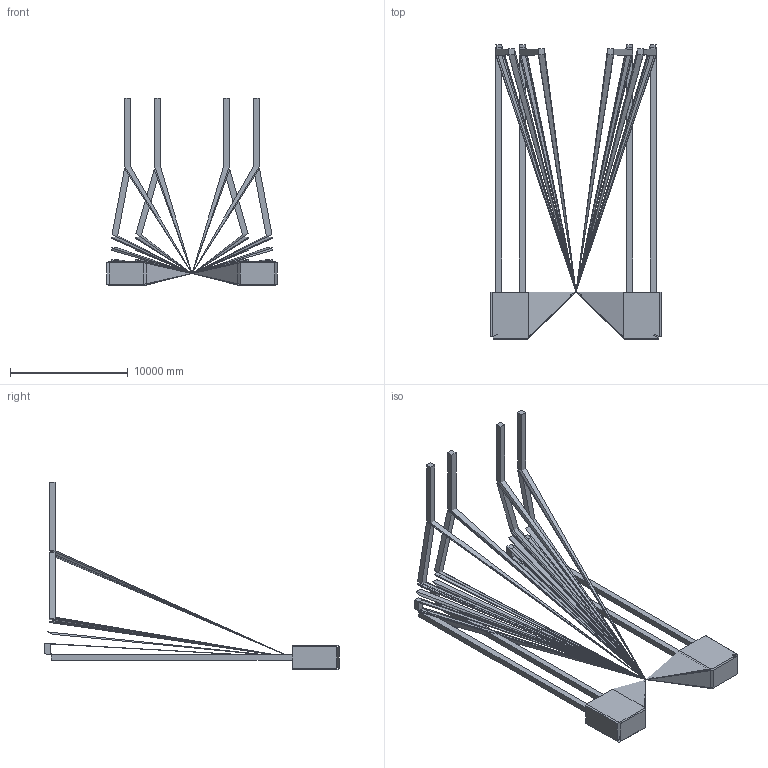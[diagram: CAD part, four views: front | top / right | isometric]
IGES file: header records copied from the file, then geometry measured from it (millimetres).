
Start section: C
Global section: file name: 7499210124A.igs; native system: By Siemens PLM Incorporated; preprocessor: XPlus GENERIC/IGES 17.0.49; author: Author; organization: Title; date: 20151120.112448; units: millimetre
Bounding box: 14445 x 25000 x 15890 mm (x, y, z)
Volume: 2770.6 mm3; surface area: 8262.6 mm2
Topology: 5 solids, 5 shells, 925 faces, 2540 edges, 1634 vertices
Faces by surface type: bspline 925
